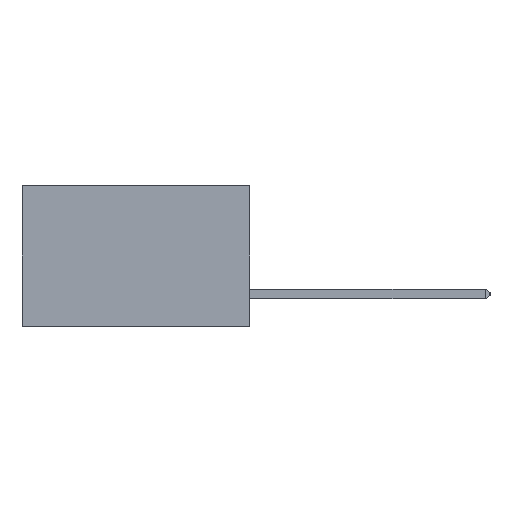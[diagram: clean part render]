
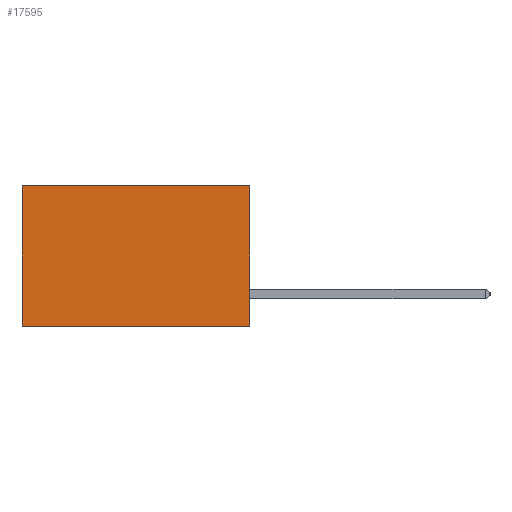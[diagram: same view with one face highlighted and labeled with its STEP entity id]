
A CAD part, left-side view. The second image highlights one B-rep face of the part: STEP entity #17595.
In plain terms, the highlighted planar face has unit normal (-1, 0, 0).
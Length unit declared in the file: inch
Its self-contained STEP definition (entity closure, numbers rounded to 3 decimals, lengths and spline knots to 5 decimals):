
#732 = LINE ( 'NONE', #22588, #33033 ) ;
#1620 = CARTESIAN_POINT ( 'NONE',  ( 0.2875, 0.6, 0. ) ) ;
#2329 = CARTESIAN_POINT ( 'NONE',  ( 0.2875, 0.6, 0. ) ) ;
#3323 = VERTEX_POINT ( 'NONE', #1620 ) ;
#3642 = LINE ( 'NONE', #2329, #23957 ) ;
#6314 = CARTESIAN_POINT ( 'NONE',  ( 0.2875, 0., 0. ) ) ;
#6545 = PLANE ( 'NONE',  #28800 ) ;
#8305 = EDGE_CURVE ( 'NONE', #8965, #33715, #8842, .T. ) ;
#8842 = LINE ( 'NONE', #11400, #22953 ) ;
#8965 = VERTEX_POINT ( 'NONE', #21109 ) ;
#9157 = DIRECTION ( 'NONE',  ( 1., 0., 0. ) ) ;
#9977 = ORIENTED_EDGE ( 'NONE', *, *, #17249, .T. ) ;
#11400 = CARTESIAN_POINT ( 'NONE',  ( 0.2875, 0., 0. ) ) ;
#13938 = ORIENTED_EDGE ( 'NONE', *, *, #8305, .F. ) ;
#14354 = ORIENTED_EDGE ( 'NONE', *, *, #20322, .F. ) ;
#17249 = EDGE_CURVE ( 'NONE', #3323, #31698, #3642, .T. ) ;
#17555 = EDGE_CURVE ( 'NONE', #8965, #3323, #22731, .T. ) ;
#17595 = ADVANCED_FACE ( 'NONE', ( #33754 ), #6545, .F. ) ;
#20053 = CARTESIAN_POINT ( 'NONE',  ( 0.2875, 0., -0.37 ) ) ;
#20322 = EDGE_CURVE ( 'NONE', #33715, #31698, #732, .T. ) ;
#21109 = CARTESIAN_POINT ( 'NONE',  ( 0.2875, 0., 0. ) ) ;
#21226 = DIRECTION ( 'NONE',  ( 0., 0., -1. ) ) ;
#22250 = ORIENTED_EDGE ( 'NONE', *, *, #17555, .T. ) ;
#22588 = CARTESIAN_POINT ( 'NONE',  ( 0.2875, 0., -0.37 ) ) ;
#22717 = CARTESIAN_POINT ( 'NONE',  ( 0.2875, 0.6, -0.37 ) ) ;
#22731 = LINE ( 'NONE', #6314, #28709 ) ;
#22953 = VECTOR ( 'NONE', #21226, 39.37008 ) ;
#23957 = VECTOR ( 'NONE', #31184, 39.37008 ) ;
#24761 = DIRECTION ( 'NONE',  ( 0., 1., 0. ) ) ;
#24974 = CARTESIAN_POINT ( 'NONE',  ( 0.2875, 0., 0. ) ) ;
#27540 = DIRECTION ( 'NONE',  ( 0., 0., -1. ) ) ;
#28709 = VECTOR ( 'NONE', #24761, 39.37008 ) ;
#28800 = AXIS2_PLACEMENT_3D ( 'NONE', #24974, #9157, #27540 ) ;
#31009 = EDGE_LOOP ( 'NONE', ( #9977, #14354, #13938, #22250 ) ) ;
#31184 = DIRECTION ( 'NONE',  ( 0., 0., -1. ) ) ;
#31698 = VERTEX_POINT ( 'NONE', #22717 ) ;
#32626 = DIRECTION ( 'NONE',  ( 0., 1., 0. ) ) ;
#33033 = VECTOR ( 'NONE', #32626, 39.37008 ) ;
#33715 = VERTEX_POINT ( 'NONE', #20053 ) ;
#33754 = FACE_OUTER_BOUND ( 'NONE', #31009, .T. ) ;
